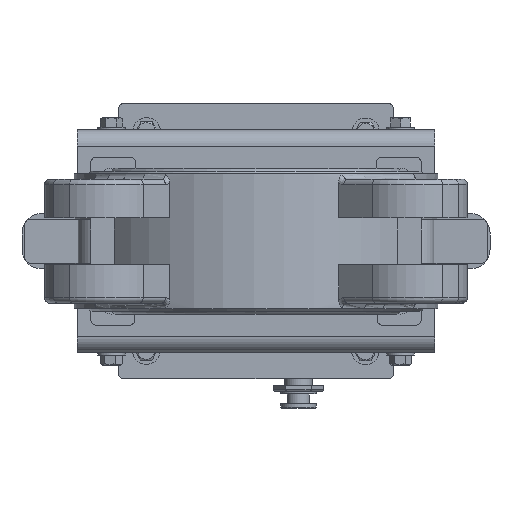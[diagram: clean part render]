
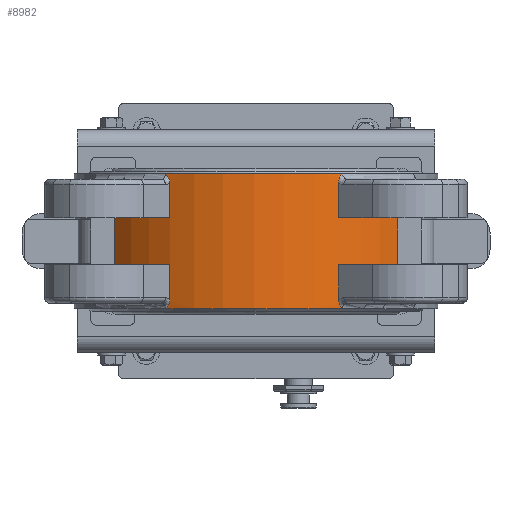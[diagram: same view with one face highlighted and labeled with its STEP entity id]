
A CAD part, front view. The second image highlights one B-rep face of the part: STEP entity #8982.
In plain terms, the highlighted cylindrical face has radius 66 mm (diameter 132 mm), a partial arc.
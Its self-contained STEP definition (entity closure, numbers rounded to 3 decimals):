
#286=B_SPLINE_CURVE_WITH_KNOTS('',3,(#13415,#13416,#13417,#13418,#13419,
#13420,#13421,#13422,#13423,#13424),.UNSPECIFIED.,.F.,.F.,(4,2,2,2,4),(-0.001,
0.,0.114,0.229,0.353),.UNSPECIFIED.);
#289=B_SPLINE_CURVE_WITH_KNOTS('',3,(#13493,#13494,#13495,#13496,#13497,
#13498,#13499,#13500,#13501,#13502),.UNSPECIFIED.,.F.,.F.,(4,2,2,2,4),(0.,
0.118,0.244,0.371,0.372),
 .UNSPECIFIED.);
#325=B_SPLINE_CURVE_WITH_KNOTS('',3,(#14503,#14504,#14505,#14506,#14507,
#14508,#14509,#14510,#14511,#14512),.UNSPECIFIED.,.F.,.F.,(4,2,2,2,4),(-0.001,
0.,0.13,0.258,0.379),.UNSPECIFIED.);
#333=B_SPLINE_CURVE_WITH_KNOTS('',3,(#14702,#14703,#14704,#14705,#14706,
#14707,#14708,#14709,#14710,#14711),.UNSPECIFIED.,.F.,.F.,(4,2,2,2,4),(0.,
0.097,0.223,0.348,0.349),
 .UNSPECIFIED.);
#778=FACE_OUTER_BOUND('',#1297,.T.);
#1297=EDGE_LOOP('',(#6150,#6151,#6152,#6153,#6154,#6155,#6156,#6157,#6158,
#6159,#6160,#6161,#6162,#6163,#6164,#6165));
#1917=CIRCLE('',#9816,66.);
#1918=CIRCLE('',#9817,66.);
#1919=CIRCLE('',#9818,66.);
#1920=CIRCLE('',#9819,66.);
#1921=CIRCLE('',#9820,66.);
#1922=CIRCLE('',#9821,66.);
#2275=LINE('',#13435,#2986);
#2332=LINE('',#14559,#3043);
#2346=LINE('',#14861,#3057);
#2347=LINE('',#14864,#3058);
#2348=LINE('',#14869,#3059);
#2349=LINE('',#14872,#3060);
#2986=VECTOR('',#10681,10.);
#3043=VECTOR('',#10950,10.);
#3057=VECTOR('',#11056,10.);
#3058=VECTOR('',#11059,10.);
#3059=VECTOR('',#11064,10.);
#3060=VECTOR('',#11067,10.);
#3703=VERTEX_POINT('',#13318);
#3710=VERTEX_POINT('',#13414);
#3712=VERTEX_POINT('',#13433);
#3720=VERTEX_POINT('',#13491);
#3721=VERTEX_POINT('',#13492);
#3817=VERTEX_POINT('',#14501);
#3818=VERTEX_POINT('',#14502);
#3820=VERTEX_POINT('',#14557);
#3837=VERTEX_POINT('',#14700);
#3838=VERTEX_POINT('',#14701);
#3852=VERTEX_POINT('',#14858);
#3853=VERTEX_POINT('',#14860);
#3854=VERTEX_POINT('',#14862);
#3855=VERTEX_POINT('',#14866);
#3856=VERTEX_POINT('',#14868);
#3857=VERTEX_POINT('',#14870);
#4523=EDGE_CURVE('',#3703,#3710,#286,.T.);
#4527=EDGE_CURVE('',#3710,#3712,#2275,.T.);
#4537=EDGE_CURVE('',#3720,#3721,#289,.F.);
#4682=EDGE_CURVE('',#3817,#3818,#325,.T.);
#4687=EDGE_CURVE('',#3820,#3818,#2332,.T.);
#4712=EDGE_CURVE('',#3837,#3838,#333,.F.);
#4741=EDGE_CURVE('',#3712,#3852,#1917,.T.);
#4742=EDGE_CURVE('',#3852,#3853,#2346,.T.);
#4743=EDGE_CURVE('',#3854,#3853,#1918,.T.);
#4744=EDGE_CURVE('',#3838,#3854,#2347,.T.);
#4745=EDGE_CURVE('',#3837,#3817,#1919,.T.);
#4746=EDGE_CURVE('',#3855,#3820,#1920,.T.);
#4747=EDGE_CURVE('',#3855,#3856,#2348,.T.);
#4748=EDGE_CURVE('',#3856,#3857,#1921,.T.);
#4749=EDGE_CURVE('',#3857,#3721,#2349,.T.);
#4750=EDGE_CURVE('',#3703,#3720,#1922,.T.);
#6150=ORIENTED_EDGE('',*,*,#4527,.T.);
#6151=ORIENTED_EDGE('',*,*,#4741,.T.);
#6152=ORIENTED_EDGE('',*,*,#4742,.T.);
#6153=ORIENTED_EDGE('',*,*,#4743,.F.);
#6154=ORIENTED_EDGE('',*,*,#4744,.F.);
#6155=ORIENTED_EDGE('',*,*,#4712,.F.);
#6156=ORIENTED_EDGE('',*,*,#4745,.T.);
#6157=ORIENTED_EDGE('',*,*,#4682,.T.);
#6158=ORIENTED_EDGE('',*,*,#4687,.F.);
#6159=ORIENTED_EDGE('',*,*,#4746,.F.);
#6160=ORIENTED_EDGE('',*,*,#4747,.T.);
#6161=ORIENTED_EDGE('',*,*,#4748,.T.);
#6162=ORIENTED_EDGE('',*,*,#4749,.T.);
#6163=ORIENTED_EDGE('',*,*,#4537,.F.);
#6164=ORIENTED_EDGE('',*,*,#4750,.F.);
#6165=ORIENTED_EDGE('',*,*,#4523,.T.);
#8274=CYLINDRICAL_SURFACE('',#9815,66.);
#8982=ADVANCED_FACE('',(#778),#8274,.T.);
#9815=AXIS2_PLACEMENT_3D('',#14857,#11052,#11053);
#9816=AXIS2_PLACEMENT_3D('',#14859,#11054,#11055);
#9817=AXIS2_PLACEMENT_3D('',#14863,#11057,#11058);
#9818=AXIS2_PLACEMENT_3D('',#14865,#11060,#11061);
#9819=AXIS2_PLACEMENT_3D('',#14867,#11062,#11063);
#9820=AXIS2_PLACEMENT_3D('',#14871,#11065,#11066);
#9821=AXIS2_PLACEMENT_3D('',#14873,#11068,#11069);
#10681=DIRECTION('',(0.,0.,-1.));
#10950=DIRECTION('',(0.,0.,-1.));
#11052=DIRECTION('center_axis',(0.,0.,1.));
#11053=DIRECTION('ref_axis',(-1.,0.,0.));
#11054=DIRECTION('center_axis',(0.,0.,-1.));
#11055=DIRECTION('ref_axis',(1.,0.,0.));
#11056=DIRECTION('',(0.,0.,-1.));
#11057=DIRECTION('center_axis',(0.,0.,-1.));
#11058=DIRECTION('ref_axis',(1.,0.,0.));
#11059=DIRECTION('',(0.,0.,1.));
#11060=DIRECTION('center_axis',(0.,0.,1.));
#11061=DIRECTION('ref_axis',(1.,0.,0.));
#11062=DIRECTION('center_axis',(0.,0.,-1.));
#11063=DIRECTION('ref_axis',(1.,0.,0.));
#11064=DIRECTION('',(0.,0.,1.));
#11065=DIRECTION('center_axis',(0.,0.,-1.));
#11066=DIRECTION('ref_axis',(1.,0.,0.));
#11067=DIRECTION('',(0.,0.,1.));
#11068=DIRECTION('center_axis',(0.,0.,1.));
#11069=DIRECTION('ref_axis',(-1.,0.,0.));
#13318=CARTESIAN_POINT('',(-58.082,31.345,24.5));
#13414=CARTESIAN_POINT('',(-58.777,30.022,21.45));
#13415=CARTESIAN_POINT('Ctrl Pts',(-58.082,31.345,24.5));
#13416=CARTESIAN_POINT('Ctrl Pts',(-58.083,31.343,24.498));
#13417=CARTESIAN_POINT('Ctrl Pts',(-58.084,31.342,24.496));
#13418=CARTESIAN_POINT('Ctrl Pts',(-58.213,31.101,24.226));
#13419=CARTESIAN_POINT('Ctrl Pts',(-58.33,30.882,23.949));
#13420=CARTESIAN_POINT('Ctrl Pts',(-58.533,30.495,23.33));
#13421=CARTESIAN_POINT('Ctrl Pts',(-58.616,30.334,22.999));
#13422=CARTESIAN_POINT('Ctrl Pts',(-58.741,30.092,22.261));
#13423=CARTESIAN_POINT('Ctrl Pts',(-58.777,30.022,21.858));
#13424=CARTESIAN_POINT('Ctrl Pts',(-58.777,30.022,21.45));
#13433=CARTESIAN_POINT('',(-58.777,30.022,8.5));
#13435=CARTESIAN_POINT('',(-58.777,30.022,0.));
#13491=CARTESIAN_POINT('',(-57.291,-32.769,24.5));
#13492=CARTESIAN_POINT('',(-58.103,-31.305,21.283));
#13493=CARTESIAN_POINT('Ctrl Pts',(-58.103,-31.305,
21.283));
#13494=CARTESIAN_POINT('Ctrl Pts',(-58.103,-31.305,
21.676));
#13495=CARTESIAN_POINT('Ctrl Pts',(-58.067,-31.373,
22.064));
#13496=CARTESIAN_POINT('Ctrl Pts',(-57.932,-31.621,
22.831));
#13497=CARTESIAN_POINT('Ctrl Pts',(-57.832,-31.805,
23.196));
#13498=CARTESIAN_POINT('Ctrl Pts',(-57.587,-32.247,
23.882));
#13499=CARTESIAN_POINT('Ctrl Pts',(-57.447,-32.496,
24.19));
#13500=CARTESIAN_POINT('Ctrl Pts',(-57.293,-32.765,
24.496));
#13501=CARTESIAN_POINT('Ctrl Pts',(-57.292,-32.767,
24.498));
#13502=CARTESIAN_POINT('Ctrl Pts',(-57.291,-32.769,
24.5));
#14501=CARTESIAN_POINT('',(-57.291,-32.769,-24.5));
#14502=CARTESIAN_POINT('',(-58.103,-31.305,-21.283));
#14503=CARTESIAN_POINT('Ctrl Pts',(-57.291,-32.769,
-24.5));
#14504=CARTESIAN_POINT('Ctrl Pts',(-57.292,-32.767,-24.498));
#14505=CARTESIAN_POINT('Ctrl Pts',(-57.293,-32.765,
-24.496));
#14506=CARTESIAN_POINT('Ctrl Pts',(-57.447,-32.496,-24.19));
#14507=CARTESIAN_POINT('Ctrl Pts',(-57.587,-32.247,-23.882));
#14508=CARTESIAN_POINT('Ctrl Pts',(-57.832,-31.805,
-23.196));
#14509=CARTESIAN_POINT('Ctrl Pts',(-57.932,-31.621,-22.831));
#14510=CARTESIAN_POINT('Ctrl Pts',(-58.067,-31.373,
-22.064));
#14511=CARTESIAN_POINT('Ctrl Pts',(-58.103,-31.305,
-21.676));
#14512=CARTESIAN_POINT('Ctrl Pts',(-58.103,-31.305,
-21.283));
#14557=CARTESIAN_POINT('',(-58.103,-31.305,-8.5));
#14559=CARTESIAN_POINT('',(-58.103,-31.305,0.));
#14700=CARTESIAN_POINT('',(-58.082,31.345,-24.5));
#14701=CARTESIAN_POINT('',(-58.777,30.022,-21.45));
#14702=CARTESIAN_POINT('Ctrl Pts',(-58.777,30.022,-21.45));
#14703=CARTESIAN_POINT('Ctrl Pts',(-58.777,30.022,-21.774));
#14704=CARTESIAN_POINT('Ctrl Pts',(-58.754,30.066,-22.094));
#14705=CARTESIAN_POINT('Ctrl Pts',(-58.658,30.253,-22.81));
#14706=CARTESIAN_POINT('Ctrl Pts',(-58.573,30.418,-23.188));
#14707=CARTESIAN_POINT('Ctrl Pts',(-58.355,30.834,-23.888));
#14708=CARTESIAN_POINT('Ctrl Pts',(-58.228,31.074,-24.196));
#14709=CARTESIAN_POINT('Ctrl Pts',(-58.084,31.342,-24.496));
#14710=CARTESIAN_POINT('Ctrl Pts',(-58.083,31.343,-24.498));
#14711=CARTESIAN_POINT('Ctrl Pts',(-58.082,31.345,-24.5));
#14857=CARTESIAN_POINT('Origin',(0.,0.,0.));
#14858=CARTESIAN_POINT('',(-41.25,51.521,8.5));
#14859=CARTESIAN_POINT('Origin',(0.,0.,8.5));
#14860=CARTESIAN_POINT('',(-41.25,51.521,-8.5));
#14861=CARTESIAN_POINT('',(-41.25,51.521,0.));
#14862=CARTESIAN_POINT('',(-58.777,30.022,-8.5));
#14863=CARTESIAN_POINT('Origin',(0.,0.,-8.5));
#14864=CARTESIAN_POINT('',(-58.777,30.022,0.));
#14865=CARTESIAN_POINT('Origin',(0.,0.,-24.5));
#14866=CARTESIAN_POINT('',(-41.25,-51.521,-8.5));
#14867=CARTESIAN_POINT('Origin',(0.,0.,-8.5));
#14868=CARTESIAN_POINT('',(-41.25,-51.521,8.5));
#14869=CARTESIAN_POINT('',(-41.25,-51.521,0.));
#14870=CARTESIAN_POINT('',(-58.103,-31.305,8.5));
#14871=CARTESIAN_POINT('Origin',(0.,0.,8.5));
#14872=CARTESIAN_POINT('',(-58.103,-31.305,0.));
#14873=CARTESIAN_POINT('Origin',(0.,0.,24.5));
